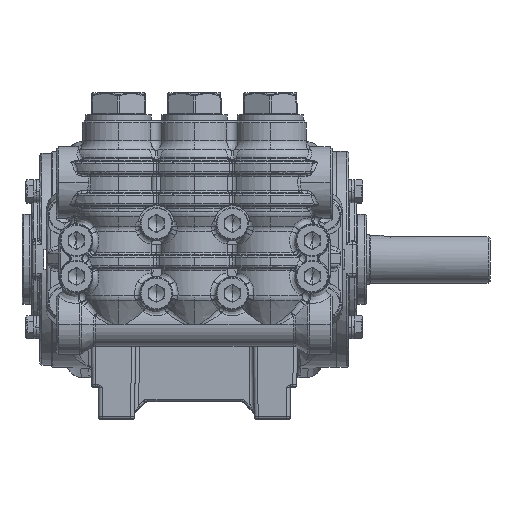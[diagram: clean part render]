
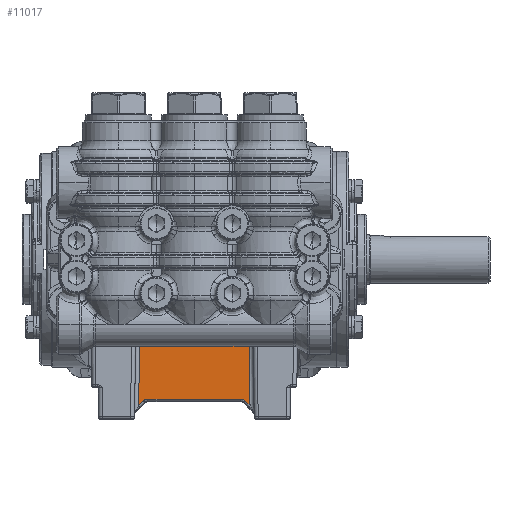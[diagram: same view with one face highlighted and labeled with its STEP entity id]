
A CAD part, top view. The second image highlights one B-rep face of the part: STEP entity #11017.
In plain terms, the highlighted planar face has unit normal (0, -0.018, 1).
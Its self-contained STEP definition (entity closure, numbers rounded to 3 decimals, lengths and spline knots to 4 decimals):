
#3840 = ORIENTED_EDGE ( 'NONE', *, *, #45474, .T. ) ;
#5614 = ORIENTED_EDGE ( 'NONE', *, *, #52581, .F. ) ;
#7042 = ORIENTED_EDGE ( 'NONE', *, *, #39614, .T. ) ;
#11017 = ADVANCED_FACE ( 'NONE', ( #96198 ), #14962, .T. ) ;
#11693 = CARTESIAN_POINT ( 'NONE',  ( -1.0763, -1.6536, 4.3175 ) ) ;
#12766 = DIRECTION ( 'NONE',  ( 0.017, 1., 0.017 ) ) ;
#14290 = EDGE_CURVE ( 'NONE', #33401, #21422, #114307, .T. ) ;
#14962 = PLANE ( 'NONE',  #70077 ) ;
#19100 = CARTESIAN_POINT ( 'NONE',  ( 0.9458, -2.7604, 4.2981 ) ) ;
#21158 = ORIENTED_EDGE ( 'NONE', *, *, #30202, .F. ) ;
#21422 = VERTEX_POINT ( 'NONE', #43036 ) ;
#22971 = VERTEX_POINT ( 'NONE', #104514 ) ;
#28130 = CARTESIAN_POINT ( 'NONE',  ( -1.0751, -1.5883, 4.3186 ) ) ;
#28595 = CARTESIAN_POINT ( 'NONE',  ( -1.0979, -2.8954, 4.2958 ) ) ;
#29396 = ORIENTED_EDGE ( 'NONE', *, *, #14290, .T. ) ;
#30202 = EDGE_CURVE ( 'NONE', #94844, #57622, #53794, .T. ) ;
#31097 = CARTESIAN_POINT ( 'NONE',  ( 0.914, -2.7604, 4.2981 ) ) ;
#32640 = CARTESIAN_POINT ( 'NONE',  ( -0.9751, -2.7726, 4.2979 ) ) ;
#33401 = VERTEX_POINT ( 'NONE', #92008 ) ;
#36059 = CARTESIAN_POINT ( 'NONE',  ( -0.914, -2.7604, 4.2981 ) ) ;
#39335 = CARTESIAN_POINT ( 'NONE',  ( -1.1264, -2.9239, 4.2953 ) ) ;
#39614 = EDGE_CURVE ( 'NONE', #21422, #135435, #98845, .T. ) ;
#42882 = EDGE_CURVE ( 'NONE', #167620, #94844, #117178, .T. ) ;
#43036 = CARTESIAN_POINT ( 'NONE',  ( 0.914, -2.7604, 4.2981 ) ) ;
#45474 = EDGE_CURVE ( 'NONE', #145039, #22971, #79969, .T. ) ;
#48289 = LINE ( 'NONE', #114992, #82164 ) ;
#52581 = EDGE_CURVE ( 'NONE', #57622, #22971, #112088, .T. ) ;
#53794 = LINE ( 'NONE', #28130, #168390 ) ;
#55819 = EDGE_CURVE ( 'NONE', #33401, #167620, #167176, .T. ) ;
#57622 = VERTEX_POINT ( 'NONE', #11693 ) ;
#58654 = CARTESIAN_POINT ( 'NONE',  ( 0.9976, -2.795, 4.2975 ) ) ;
#67598 = EDGE_CURVE ( 'NONE', #135435, #141767, #153532, .T. ) ;
#70077 = AXIS2_PLACEMENT_3D ( 'NONE', #109018, #120205, #95331 ) ;
#74392 = CARTESIAN_POINT ( 'NONE',  ( -0.7177, -1.6684, 4.3172 ) ) ;
#79969 = B_SPLINE_CURVE_WITH_KNOTS ( 'NONE', 3,
 ( #133188, #80159, #132350, #158071 ),
 .UNSPECIFIED., .F., .F.,
 ( 4, 4 ),
 ( 0., 0.0273 ),
 .UNSPECIFIED. ) ;
#80159 = CARTESIAN_POINT ( 'NONE',  ( 0.7177, -1.6684, 4.3172 ) ) ;
#82164 = VECTOR ( 'NONE', #140710, 39.3701 ) ;
#82873 = ORIENTED_EDGE ( 'NONE', *, *, #115209, .T. ) ;
#84818 = CARTESIAN_POINT ( 'NONE',  ( -0.9976, -2.795, 4.2975 ) ) ;
#88226 = CARTESIAN_POINT ( 'NONE',  ( -0.9458, -2.7604, 4.2981 ) ) ;
#88435 = DIRECTION ( 'NONE',  ( 0.707, -0.707, -0.012 ) ) ;
#92008 = CARTESIAN_POINT ( 'NONE',  ( -0.914, -2.7604, 4.2981 ) ) ;
#93122 = ORIENTED_EDGE ( 'NONE', *, *, #42882, .F. ) ;
#94813 = ORIENTED_EDGE ( 'NONE', *, *, #55819, .F. ) ;
#94844 = VERTEX_POINT ( 'NONE', #28595 ) ;
#95331 = DIRECTION ( 'NONE',  ( 0., 1., 0.017 ) ) ;
#95983 = VECTOR ( 'NONE', #140398, 39.3701 ) ;
#96198 = FACE_OUTER_BOUND ( 'NONE', #109447, .T. ) ;
#98845 =( BOUNDED_CURVE ( )  B_SPLINE_CURVE ( 3, ( #31097, #19100, #137226, #110650 ),
 .UNSPECIFIED., .F., .F. ) 
 B_SPLINE_CURVE_WITH_KNOTS ( ( 4, 4 ),
 ( 0., 0.7854 ),
 .UNSPECIFIED. ) 
 CURVE ( )  GEOMETRIC_REPRESENTATION_ITEM ( )  RATIONAL_B_SPLINE_CURVE ( ( 1., 0.949, 0.949, 1. ) ) 
 REPRESENTATION_ITEM ( '' )  );
#104514 = CARTESIAN_POINT ( 'NONE',  ( 0., -1.6762, 4.3171 ) ) ;
#109018 = CARTESIAN_POINT ( 'NONE',  ( 1.1811, -3.1496, 4.2913 ) ) ;
#109447 = EDGE_LOOP ( 'NONE', ( #7042, #162355, #82873, #3840, #5614, #21158, #93122, #94813, #29396 ) ) ;
#110650 = CARTESIAN_POINT ( 'NONE',  ( 0.9976, -2.795, 4.2975 ) ) ;
#112088 = B_SPLINE_CURVE_WITH_KNOTS ( 'NONE', 3,
 ( #140304, #74392, #141133, #138607 ),
 .UNSPECIFIED., .F., .F.,
 ( 4, 4 ),
 ( 0., 0.0273 ),
 .UNSPECIFIED. ) ;
#114307 = LINE ( 'NONE', #166549, #116547 ) ;
#114992 = CARTESIAN_POINT ( 'NONE',  ( 1.0751, -1.5883, 4.3186 ) ) ;
#115209 = EDGE_CURVE ( 'NONE', #141767, #145039, #48289, .T. ) ;
#116547 = VECTOR ( 'NONE', #153699, 39.3701 ) ;
#117178 = LINE ( 'NONE', #39335, #95983 ) ;
#120205 = DIRECTION ( 'NONE',  ( 0., -0.017, 1. ) ) ;
#132350 = CARTESIAN_POINT ( 'NONE',  ( 0.3589, -1.6762, 4.3171 ) ) ;
#133188 = CARTESIAN_POINT ( 'NONE',  ( 1.0763, -1.6536, 4.3175 ) ) ;
#135435 = VERTEX_POINT ( 'NONE', #58654 ) ;
#137226 = CARTESIAN_POINT ( 'NONE',  ( 0.9751, -2.7726, 4.2979 ) ) ;
#138607 = CARTESIAN_POINT ( 'NONE',  ( 0., -1.6762, 4.3171 ) ) ;
#140304 = CARTESIAN_POINT ( 'NONE',  ( -1.0763, -1.6536, 4.3175 ) ) ;
#140398 = DIRECTION ( 'NONE',  ( -0.707, -0.707, -0.012 ) ) ;
#140710 = DIRECTION ( 'NONE',  ( -0.017, 1., 0.017 ) ) ;
#141133 = CARTESIAN_POINT ( 'NONE',  ( -0.3589, -1.6762, 4.3171 ) ) ;
#141767 = VERTEX_POINT ( 'NONE', #167603 ) ;
#143319 = VECTOR ( 'NONE', #88435, 39.3701 ) ;
#145039 = VERTEX_POINT ( 'NONE', #168132 ) ;
#153532 = LINE ( 'NONE', #156050, #143319 ) ;
#153699 = DIRECTION ( 'NONE',  ( 1., 0., 0. ) ) ;
#156050 = CARTESIAN_POINT ( 'NONE',  ( 1.1264, -2.9239, 4.2953 ) ) ;
#158071 = CARTESIAN_POINT ( 'NONE',  ( 0., -1.6762, 4.3171 ) ) ;
#162355 = ORIENTED_EDGE ( 'NONE', *, *, #67598, .T. ) ;
#164332 = CARTESIAN_POINT ( 'NONE',  ( -0.9976, -2.795, 4.2975 ) ) ;
#166549 = CARTESIAN_POINT ( 'NONE',  ( 0.914, -2.7604, 4.2981 ) ) ;
#167176 =( BOUNDED_CURVE ( )  B_SPLINE_CURVE ( 3, ( #36059, #88226, #32640, #84818 ),
 .UNSPECIFIED., .F., .T. ) 
 B_SPLINE_CURVE_WITH_KNOTS ( ( 4, 4 ),
 ( 0., 0.7854 ),
 .UNSPECIFIED. ) 
 CURVE ( )  GEOMETRIC_REPRESENTATION_ITEM ( )  RATIONAL_B_SPLINE_CURVE ( ( 1., 0.949, 0.949, 1. ) ) 
 REPRESENTATION_ITEM ( '' )  );
#167603 = CARTESIAN_POINT ( 'NONE',  ( 1.0979, -2.8954, 4.2958 ) ) ;
#167620 = VERTEX_POINT ( 'NONE', #164332 ) ;
#168132 = CARTESIAN_POINT ( 'NONE',  ( 1.0763, -1.6536, 4.3175 ) ) ;
#168390 = VECTOR ( 'NONE', #12766, 39.3701 ) ;
